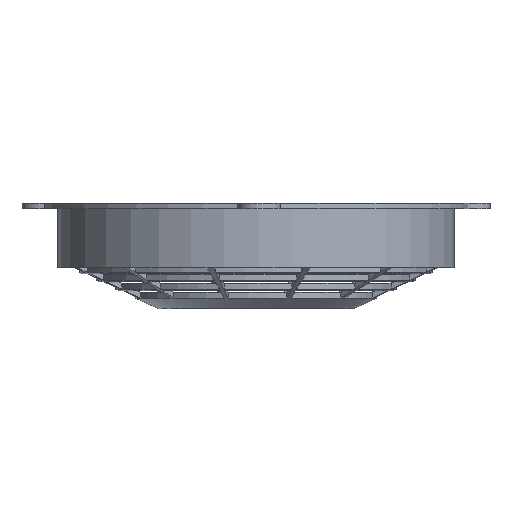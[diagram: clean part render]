
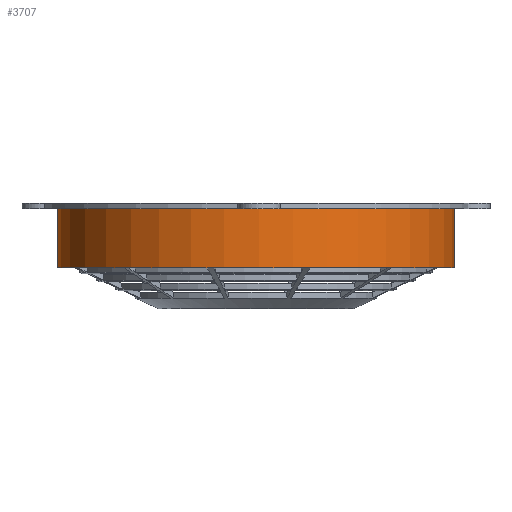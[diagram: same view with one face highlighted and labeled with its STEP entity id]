
A CAD part, front view. The second image highlights one B-rep face of the part: STEP entity #3707.
In plain terms, the highlighted cylindrical face has radius 112 mm (diameter 224 mm), a partial arc.
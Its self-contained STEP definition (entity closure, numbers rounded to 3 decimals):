
#3595=CARTESIAN_POINT('',(-19.903,3.106,16.373));
#3596=DIRECTION('',(0.,0.,1.));
#3597=DIRECTION('',(-1.,-0.014,0.));
#3598=AXIS2_PLACEMENT_3D('',#3595,#3596,#3597);
#3610=DIRECTION('',(0.,0.,-1.));
#3611=VECTOR('',#3610,33.5);
#3612=CARTESIAN_POINT('',(92.085,4.691,16.373));
#3613=LINE('',#3612,#3611);
#3614=DIRECTION('',(0.,0.,-1.));
#3615=VECTOR('',#3614,33.5);
#3616=CARTESIAN_POINT('',(-131.892,1.52,16.373));
#3617=LINE('',#3616,#3615);
#3628=CARTESIAN_POINT('',(-19.903,3.106,
-17.127));
#3629=DIRECTION('',(0.,0.,-1.));
#3630=DIRECTION('',(1.,0.014,0.));
#3631=AXIS2_PLACEMENT_3D('',#3628,#3629,#3630);
#3646=CARTESIAN_POINT('',(-131.892,1.52,16.373));
#3647=CARTESIAN_POINT('',(-131.892,1.52,
-17.127));
#3648=VERTEX_POINT('',#3646);
#3649=VERTEX_POINT('',#3647);
#3650=CARTESIAN_POINT('',(92.085,4.691,16.373));
#3651=CARTESIAN_POINT('',(92.085,4.691,-17.127));
#3652=VERTEX_POINT('',#3650);
#3653=VERTEX_POINT('',#3651);
#3695=CARTESIAN_POINT('',(-19.903,3.106,16.373));
#3696=DIRECTION('',(0.,0.,-1.));
#3697=DIRECTION('',(-1.,-0.014,0.));
#3698=AXIS2_PLACEMENT_3D('',#3695,#3696,#3697);
#3699=CYLINDRICAL_SURFACE('',#3698,112.);
#3700=ORIENTED_EDGE('',*,*,#3669,.T.);
#3701=ORIENTED_EDGE('',*,*,#3690,.T.);
#3703=ORIENTED_EDGE('',*,*,#3702,.T.);
#3704=ORIENTED_EDGE('',*,*,#3686,.F.);
#3705=EDGE_LOOP('',(#3700,#3701,#3703,#3704));
#3706=FACE_OUTER_BOUND('',#3705,.F.);
#3707=ADVANCED_FACE('',(#3706),#3699,.T.);
#3599=CIRCLE('',#3598,112.);
#3632=CIRCLE('',#3631,112.);
#3669=EDGE_CURVE('',#3648,#3652,#3599,.T.);
#3686=EDGE_CURVE('',#3648,#3649,#3617,.T.);
#3690=EDGE_CURVE('',#3652,#3653,#3613,.T.);
#3702=EDGE_CURVE('',#3653,#3649,#3632,.T.);
